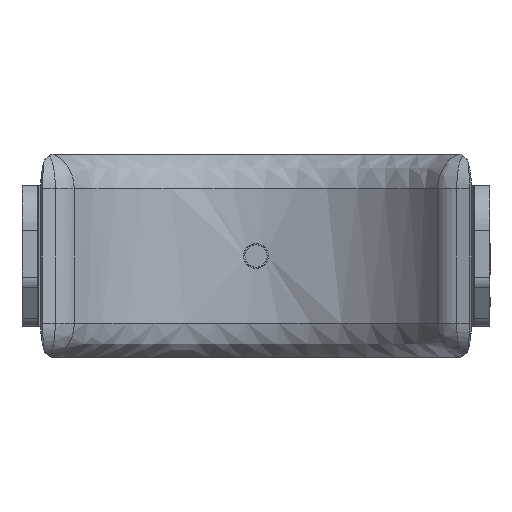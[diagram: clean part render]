
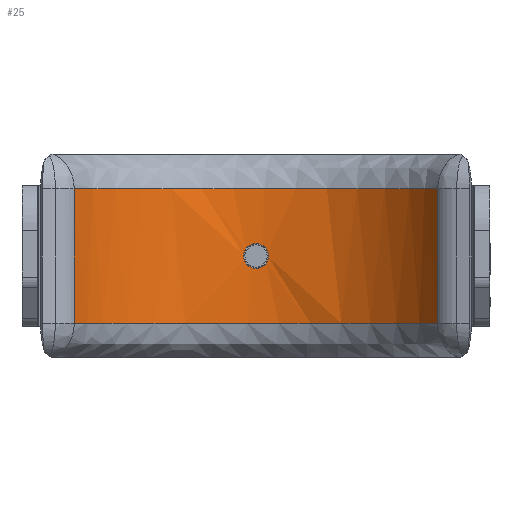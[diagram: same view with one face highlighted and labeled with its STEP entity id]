
A CAD part, front view. The second image highlights one B-rep face of the part: STEP entity #25.
In plain terms, the highlighted free-form (B-spline) face has degree [1, 2] with [2, 9] control points.
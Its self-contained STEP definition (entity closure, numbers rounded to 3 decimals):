
#25=ADVANCED_FACE('',(#293,#276),#3734,.T.);
#276=FACE_BOUND('',#546,.T.);
#293=FACE_OUTER_BOUND('',#545,.T.);
#545=EDGE_LOOP('',(#830,#831,#832,#833));
#546=EDGE_LOOP('',(#834,#835));
#830=ORIENTED_EDGE('',*,*,#2014,.F.);
#831=ORIENTED_EDGE('',*,*,#2015,.F.);
#832=ORIENTED_EDGE('',*,*,#2016,.F.);
#833=ORIENTED_EDGE('',*,*,#2017,.F.);
#834=ORIENTED_EDGE('',*,*,#2173,.F.);
#835=ORIENTED_EDGE('',*,*,#2169,.F.);
#2014=EDGE_CURVE('',#3206,#3207,#2606,.T.);
#2015=EDGE_CURVE('',#3208,#3206,#3059,.T.);
#2016=EDGE_CURVE('',#3209,#3208,#2607,.T.);
#2017=EDGE_CURVE('',#3207,#3209,#3060,.T.);
#2169=EDGE_CURVE('',#3289,#3292,#2731,.T.);
#2173=EDGE_CURVE('',#3292,#3289,#2732,.T.);
#2606=B_SPLINE_CURVE_WITH_KNOTS('',1,(#7616,#7617),.UNSPECIFIED.,.F.,.F.,
(2,2),(0.,21.784),.UNSPECIFIED.);
#2607=B_SPLINE_CURVE_WITH_KNOTS('',1,(#7623,#7624),.UNSPECIFIED.,.F.,.F.,
(2,2),(-21.784,0.),.UNSPECIFIED.);
#2731=B_SPLINE_CURVE_WITH_KNOTS('',3,(#9184,#9185,#9186,#9187,#9188,#9189,
#9190,#9191,#9192,#9193,#9194,#9195,#9196,#9197,#9198,#9199,#9200,#9201,
#9202),.UNSPECIFIED.,.F.,.F.,(4,2,2,2,3,2,2,2,4),(0.,0.791,
1.581,2.372,3.162,3.953,4.744,
5.534,6.325),.UNSPECIFIED.);
#2732=B_SPLINE_CURVE_WITH_KNOTS('',3,(#9212,#9213,#9214,#9215,#9216,#9217,
#9218,#9219,#9220,#9221,#9222,#9223,#9224,#9225,#9226,#9227,#9228,#9229,
#9230),.UNSPECIFIED.,.F.,.F.,(4,2,2,2,3,2,2,2,4),(6.325,7.116,
7.906,8.697,9.487,10.278,11.069,
11.859,12.65),.UNSPECIFIED.);
#3059=(
BOUNDED_CURVE()
B_SPLINE_CURVE(2,(#7618,#7619,#7620,#7621,#7622),.UNSPECIFIED.,.F.,.F.)
B_SPLINE_CURVE_WITH_KNOTS((3,2,3),(0.,35.144,70.288),
 .UNSPECIFIED.)
CURVE()
GEOMETRIC_REPRESENTATION_ITEM()
RATIONAL_B_SPLINE_CURVE((1.,0.877,1.,0.877,1.))
REPRESENTATION_ITEM('')
);
#3060=(
BOUNDED_CURVE()
B_SPLINE_CURVE(2,(#7625,#7626,#7627,#7628,#7629),.UNSPECIFIED.,.F.,.F.)
B_SPLINE_CURVE_WITH_KNOTS((3,2,3),(-70.288,-35.144,
0.),.UNSPECIFIED.)
CURVE()
GEOMETRIC_REPRESENTATION_ITEM()
RATIONAL_B_SPLINE_CURVE((1.,0.877,1.,0.877,1.))
REPRESENTATION_ITEM('')
);
#3206=VERTEX_POINT('',#7173);
#3207=VERTEX_POINT('',#7174);
#3208=VERTEX_POINT('',#7175);
#3209=VERTEX_POINT('',#7176);
#3289=VERTEX_POINT('',#7256);
#3292=VERTEX_POINT('',#7259);
#3734=(
BOUNDED_SURFACE()
B_SPLINE_SURFACE(1,2,((#4252,#4253,#4254,#4255,#4256,#4257,#4258,#4259,
#4260),(#4261,#4262,#4263,#4264,#4265,#4266,#4267,#4268,#4269)),
 .UNSPECIFIED.,.F.,.F.,.F.)
B_SPLINE_SURFACE_WITH_KNOTS((2,2),(3,2,2,2,3),(0.,26.143),(0.,54.978,
109.956,164.934,219.911),.UNSPECIFIED.)
GEOMETRIC_REPRESENTATION_ITEM()
RATIONAL_B_SPLINE_SURFACE(((1.,0.707,1.,0.707,1.,
0.707,1.,0.707,1.),(1.,0.707,1.,0.707,
1.,0.707,1.,0.707,1.)))
REPRESENTATION_ITEM('')
SURFACE()
);
#4252=CARTESIAN_POINT('',(35.,-44.98,-1.572));
#4253=CARTESIAN_POINT('',(35.,-9.98,-1.572));
#4254=CARTESIAN_POINT('',(0.,-9.98,-1.572));
#4255=CARTESIAN_POINT('',(-35.,-9.98,-1.572));
#4256=CARTESIAN_POINT('',(-35.,-44.98,-1.572));
#4257=CARTESIAN_POINT('',(-35.,-79.98,-1.572));
#4258=CARTESIAN_POINT('',(0.,-79.98,-1.572));
#4259=CARTESIAN_POINT('',(35.,-79.98,-1.572));
#4260=CARTESIAN_POINT('',(35.,-44.98,-1.572));
#4261=CARTESIAN_POINT('',(35.,-44.98,24.572));
#4262=CARTESIAN_POINT('',(35.,-9.98,24.572));
#4263=CARTESIAN_POINT('',(0.,-9.98,24.572));
#4264=CARTESIAN_POINT('',(-35.,-9.98,24.572));
#4265=CARTESIAN_POINT('',(-35.,-44.98,24.572));
#4266=CARTESIAN_POINT('',(-35.,-79.98,24.572));
#4267=CARTESIAN_POINT('',(0.,-79.98,24.572));
#4268=CARTESIAN_POINT('',(35.,-79.98,24.572));
#4269=CARTESIAN_POINT('',(35.,-44.98,24.572));
#7173=CARTESIAN_POINT('',(-29.529,-26.191,0.608));
#7174=CARTESIAN_POINT('',(-29.529,-26.191,22.392));
#7175=CARTESIAN_POINT('',(29.529,-26.191,0.608));
#7176=CARTESIAN_POINT('',(29.529,-26.191,22.392));
#7256=CARTESIAN_POINT('',(0.,-9.98,13.5));
#7259=CARTESIAN_POINT('',(0.,-9.98,9.5));
#7616=CARTESIAN_POINT('',(-29.529,-26.191,0.608));
#7617=CARTESIAN_POINT('',(-29.529,-26.191,22.392));
#7618=CARTESIAN_POINT('',(29.529,-26.191,0.608));
#7619=CARTESIAN_POINT('',(19.214,-9.98,0.608));
#7620=CARTESIAN_POINT('',(0.,-9.98,0.608));
#7621=CARTESIAN_POINT('',(-19.214,-9.98,0.608));
#7622=CARTESIAN_POINT('',(-29.529,-26.191,0.608));
#7623=CARTESIAN_POINT('',(29.529,-26.191,22.392));
#7624=CARTESIAN_POINT('',(29.529,-26.191,0.608));
#7625=CARTESIAN_POINT('',(-29.529,-26.191,22.392));
#7626=CARTESIAN_POINT('',(-19.214,-9.98,22.392));
#7627=CARTESIAN_POINT('',(0.,-9.98,22.392));
#7628=CARTESIAN_POINT('',(19.214,-9.98,22.392));
#7629=CARTESIAN_POINT('',(29.529,-26.191,22.392));
#9184=CARTESIAN_POINT('',(0.,-9.98,13.5));
#9185=CARTESIAN_POINT('',(-0.263,-9.98,13.5));
#9186=CARTESIAN_POINT('',(-0.523,-9.983,13.448));
#9187=CARTESIAN_POINT('',(-1.008,-9.994,13.247));
#9188=CARTESIAN_POINT('',(-1.229,-10.001,13.1));
#9189=CARTESIAN_POINT('',(-1.6,-10.016,12.729));
#9190=CARTESIAN_POINT('',(-1.747,-10.023,12.508));
#9191=CARTESIAN_POINT('',(-1.948,-10.034,12.023));
#9192=CARTESIAN_POINT('',(-2.,-10.037,11.763));
#9193=CARTESIAN_POINT('',(-2.,-10.037,11.5));
#9194=CARTESIAN_POINT('',(-2.,-10.037,11.237));
#9195=CARTESIAN_POINT('',(-1.948,-10.034,10.977));
#9196=CARTESIAN_POINT('',(-1.747,-10.023,10.492));
#9197=CARTESIAN_POINT('',(-1.6,-10.016,10.271));
#9198=CARTESIAN_POINT('',(-1.229,-10.001,9.9));
#9199=CARTESIAN_POINT('',(-1.008,-9.994,9.753));
#9200=CARTESIAN_POINT('',(-0.523,-9.983,9.552));
#9201=CARTESIAN_POINT('',(-0.263,-9.98,9.5));
#9202=CARTESIAN_POINT('',(0.,-9.98,9.5));
#9212=CARTESIAN_POINT('',(0.,-9.98,9.5));
#9213=CARTESIAN_POINT('',(0.263,-9.98,9.5));
#9214=CARTESIAN_POINT('',(0.523,-9.983,9.552));
#9215=CARTESIAN_POINT('',(1.008,-9.994,9.753));
#9216=CARTESIAN_POINT('',(1.229,-10.001,9.9));
#9217=CARTESIAN_POINT('',(1.6,-10.016,10.271));
#9218=CARTESIAN_POINT('',(1.747,-10.023,10.492));
#9219=CARTESIAN_POINT('',(1.948,-10.034,10.977));
#9220=CARTESIAN_POINT('',(2.,-10.037,11.237));
#9221=CARTESIAN_POINT('',(2.,-10.037,11.5));
#9222=CARTESIAN_POINT('',(2.,-10.037,11.763));
#9223=CARTESIAN_POINT('',(1.948,-10.034,12.023));
#9224=CARTESIAN_POINT('',(1.747,-10.023,12.508));
#9225=CARTESIAN_POINT('',(1.6,-10.016,12.729));
#9226=CARTESIAN_POINT('',(1.229,-10.001,13.1));
#9227=CARTESIAN_POINT('',(1.008,-9.994,13.247));
#9228=CARTESIAN_POINT('',(0.523,-9.983,13.448));
#9229=CARTESIAN_POINT('',(0.263,-9.98,13.5));
#9230=CARTESIAN_POINT('',(0.,-9.98,13.5));
